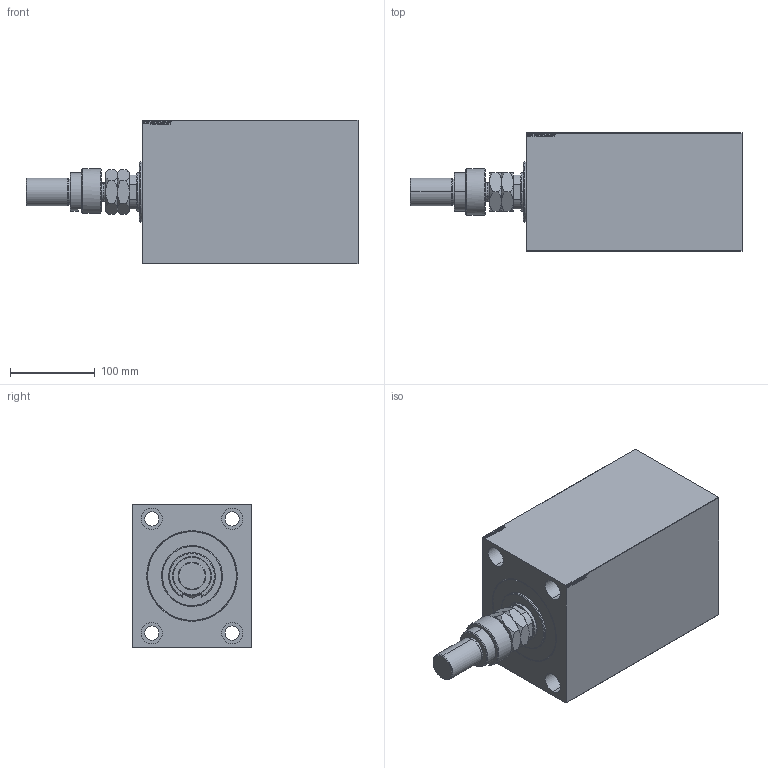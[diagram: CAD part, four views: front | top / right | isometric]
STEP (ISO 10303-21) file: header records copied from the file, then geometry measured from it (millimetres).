
FILE_DESCRIPTION (( 'STEP AP203' ), '1' );
FILE_NAME ('f7f3.STEP', '2021-11-01T18:54:04', ( '' ), ( '' ), 'SwSTEP 2.0', 'SolidWorks 2019', '' );
FILE_SCHEMA (( 'CONFIG_CONTROL_DESIGN' ));
Length unit declared in the file: millimetre
Products named in the file (7): V450CM_C_VCP 38960199d1e0b0c70ee4630273582544; DFA 38960199d1e0b0c70ee4630273582544; f7f3; V450CM_C 38960199d1e0b0c70ee4630273582544; FEMALE_PART_FOR_DFA 38960199d1e0b0c70ee4630273582544; V450CM_VC_B 38960199d1e0b0c70ee4630273582544; MFA 38960199d1e0b0c70ee4630273582544
Assembly tree (6 placements, depth 3):
  f7f3
    V450CM_C 38960199d1e0b0c70ee4630273582544
    V450CM_C_VCP 38960199d1e0b0c70ee4630273582544
    V450CM_VC_B 38960199d1e0b0c70ee4630273582544
    DFA 38960199d1e0b0c70ee4630273582544
      FEMALE_PART_FOR_DFA 38960199d1e0b0c70ee4630273582544
      MFA 38960199d1e0b0c70ee4630273582544
Bounding box: 392 x 140 x 170 mm (x, y, z)
Volume: 5009932.8 mm3; surface area: 462115.2 mm2
Topology: 5 solids, 5 shells, 950 faces, 2401 edges, 1575 vertices
Faces by surface type: plane 437, bspline 380, cylinder 75, cone 54, torus 4
Entity records: 47048 total; most frequent: CARTESIAN_POINT 26002, ORIENTED_EDGE 4798, DIRECTION 2937, EDGE_CURVE 2399, VERTEX_POINT 1575, LINE 1365, VECTOR 1365, EDGE_LOOP 1080
